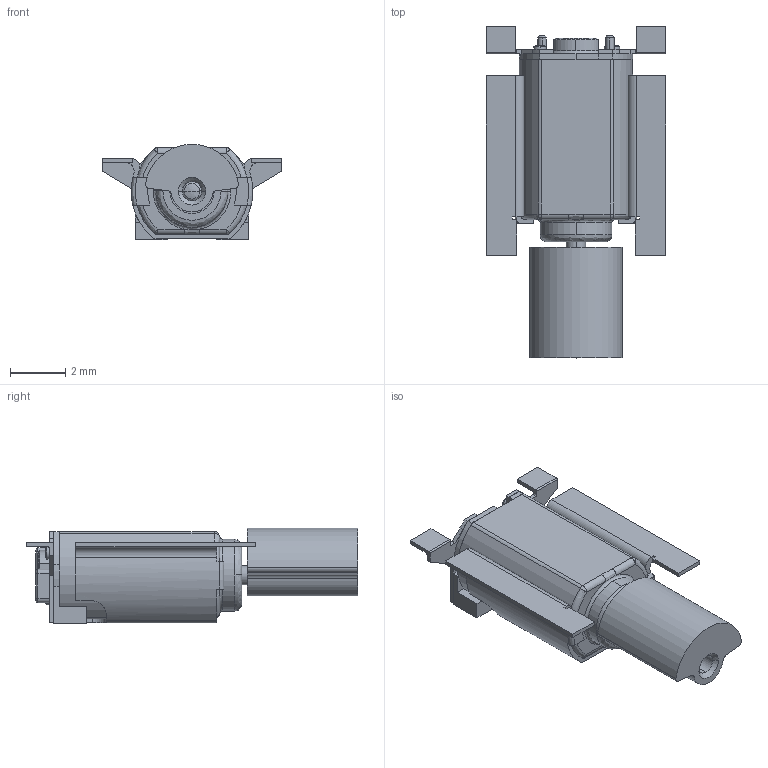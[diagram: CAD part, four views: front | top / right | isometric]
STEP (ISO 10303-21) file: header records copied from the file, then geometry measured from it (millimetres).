
FILE_DESCRIPTION(('FreeCAD Model'),'2;1');
FILE_NAME('VZ30C1B839982L--.step', '2020-11-13T11:04:39',('Author'),(''), 'Open CASCADE STEP processor 7.3','FreeCAD','Unknown');
FILE_SCHEMA(('AUTOMOTIVE_DESIGN { 1 0 10303 214 1 1 1 1 }'));
Length unit declared in the file: millimetre
Products named in the file (32): VZ30C1B839982L_asm; CA_ASSEMBLE; CASE; MAGNET; MAGNET_1; METAL_C; COUNTER_WEIGHT; DUANZI_003; DUANZI_1; DUANZI_002; EC_ASSEMBLE; BRUSH; BRUSH_CASE; BRUSH_SHUATI; GAICAI002; GAICAI; GAICAI001; BRUSH_1; BRUSH_CASE-1; BRUSH_SHUATI-1; GAICAI-003; GAICAI-1; GAICAI-002; BRUSH_BOARD; METAL_E; PRT0016; PRT0014; PRT0015; ROTOR_ASSEMBLE; PRT0004; SHAFT; ZHIJIA-2
Assembly tree (31 placements, depth 5):
  VZ30C1B839982L_asm
    CA_ASSEMBLE
      CASE
      MAGNET
      MAGNET_1
      METAL_C
    COUNTER_WEIGHT
    DUANZI_003
      DUANZI_1
      DUANZI_002
    EC_ASSEMBLE
      BRUSH
        BRUSH_CASE
        BRUSH_SHUATI
        GAICAI002
          GAICAI
          GAICAI001
      BRUSH_1
        BRUSH_CASE-1
        BRUSH_SHUATI-1
        GAICAI-003
          GAICAI-1
          GAICAI-002
      BRUSH_BOARD
      METAL_E
    PRT0016
      PRT0014
      PRT0015
    ROTOR_ASSEMBLE
      PRT0004
      SHAFT
    ZHIJIA-2
Bounding box: 6.5 x 12 x 3.44 mm (x, y, z)
Volume: 68.9 mm3; surface area: 540.6 mm2
Topology: 22 solids, 22 shells, 735 faces, 1989 edges, 1301 vertices
Faces by surface type: plane 395, cylinder 251, bspline 55, cone 34
Entity records: 25634 total; most frequent: CARTESIAN_POINT 6303, ORIENTED_EDGE 3970, DIRECTION 3883, EDGE_CURVE 1985, AXIS2_PLACEMENT_3D 1315, VERTEX_POINT 1301, LINE 1253, VECTOR 1253
